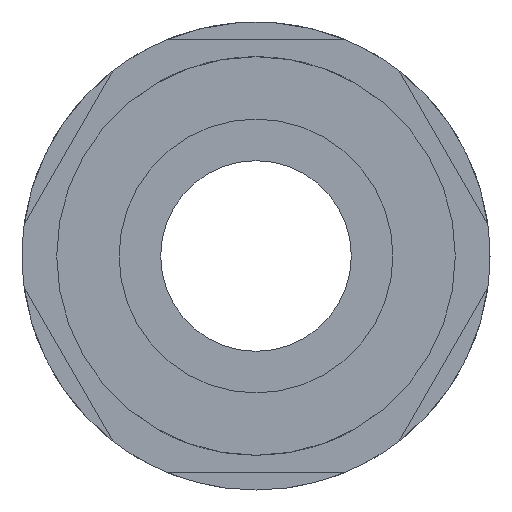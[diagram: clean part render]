
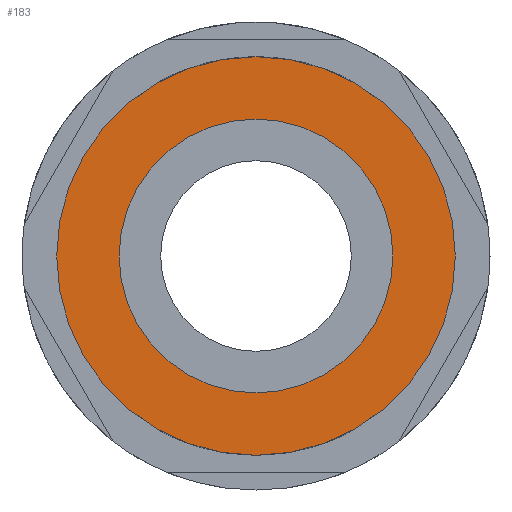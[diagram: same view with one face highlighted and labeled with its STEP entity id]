
A CAD part, left-side view. The second image highlights one B-rep face of the part: STEP entity #183.
In plain terms, the highlighted face is planar.
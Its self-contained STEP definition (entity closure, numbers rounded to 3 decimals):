
#183 = ADVANCED_FACE( '', ( #290, #291 ), #292, .F. );
#290 = FACE_BOUND( '', #488, .T. );
#291 = FACE_OUTER_BOUND( '', #489, .T. );
#292 = PLANE( '', #490 );
#488 = EDGE_LOOP( '', ( #725 ) );
#489 = EDGE_LOOP( '', ( #726 ) );
#490 = AXIS2_PLACEMENT_3D( '', #727, #728, #729 );
#725 = ORIENTED_EDGE( '', *, *, #1232, .F. );
#726 = ORIENTED_EDGE( '', *, *, #1241, .T. );
#727 = CARTESIAN_POINT( '', ( 21.75, 11.5, 0. ) );
#728 = DIRECTION( '', ( -1., 0., 0. ) );
#729 = DIRECTION( '', ( 0., 0., 1. ) );
#1232 = EDGE_CURVE( '', #1409, #1409, #1410, .T. );
#1241 = EDGE_CURVE( '', #1427, #1427, #1428, .T. );
#1409 = VERTEX_POINT( '', #1716 );
#1410 = CIRCLE( '', #1717, 7.9 );
#1427 = VERTEX_POINT( '', #1734 );
#1428 = CIRCLE( '', #1735, 11.5 );
#1716 = CARTESIAN_POINT( '', ( 21.75, 7.9, 0. ) );
#1717 = AXIS2_PLACEMENT_3D( '', #2116, #2117, #2118 );
#1734 = CARTESIAN_POINT( '', ( 21.75, 0., -11.5 ) );
#1735 = AXIS2_PLACEMENT_3D( '', #2143, #2144, #2145 );
#2116 = CARTESIAN_POINT( '', ( 21.75, 0., 0. ) );
#2117 = DIRECTION( '', ( 1., 0., 0. ) );
#2118 = DIRECTION( '', ( 0., 1., 0. ) );
#2143 = CARTESIAN_POINT( '', ( 21.75, 0., 0. ) );
#2144 = DIRECTION( '', ( 1., 0., 0. ) );
#2145 = DIRECTION( '', ( 0., 0., -1. ) );
